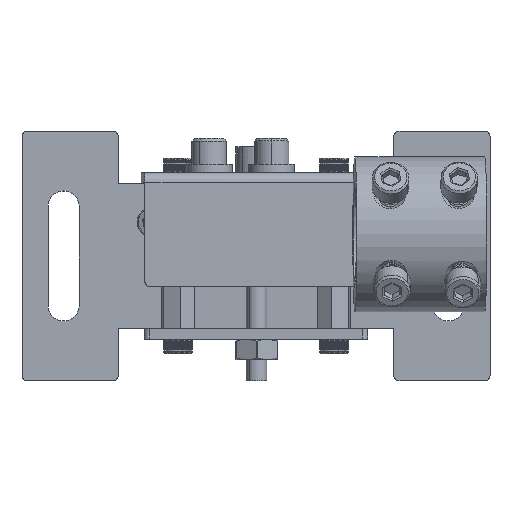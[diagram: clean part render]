
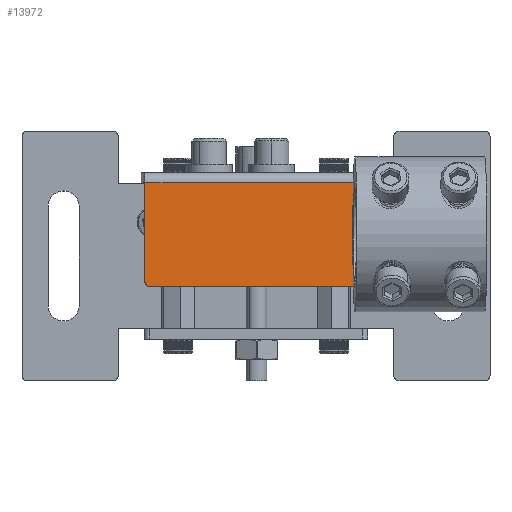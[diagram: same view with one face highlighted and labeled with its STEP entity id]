
A CAD part, top view. The second image highlights one B-rep face of the part: STEP entity #13972.
In plain terms, the highlighted face is planar.
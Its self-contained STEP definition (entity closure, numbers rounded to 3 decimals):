
#5 = ORIENTED_EDGE ( 'NONE', *, *, #31492, .T. ) ;
#912 = CARTESIAN_POINT ( 'NONE',  ( 1., 0., -20. ) ) ;
#1944 = ORIENTED_EDGE ( 'NONE', *, *, #7046, .T. ) ;
#2070 = ORIENTED_EDGE ( 'NONE', *, *, #7917, .T. ) ;
#2076 = EDGE_CURVE ( 'NONE', #2168, #24596, #12490, .T. ) ;
#2168 = VERTEX_POINT ( 'NONE', #912 ) ;
#2320 = VERTEX_POINT ( 'NONE', #31987 ) ;
#2480 = CIRCLE ( 'NONE', #34821, 2.5 ) ;
#2522 = CIRCLE ( 'NONE', #35418, 1. ) ;
#3518 = FACE_BOUND ( 'NONE', #24017, .T. ) ;
#4137 = CIRCLE ( 'NONE', #15109, 2.5 ) ;
#4155 = DIRECTION ( 'NONE',  ( 0., -1., 0. ) ) ;
#4250 = DIRECTION ( 'NONE',  ( 0., 1., 0. ) ) ;
#4758 = CARTESIAN_POINT ( 'NONE',  ( 20., 0., -7.5 ) ) ;
#5144 = VERTEX_POINT ( 'NONE', #21817 ) ;
#5491 = VERTEX_POINT ( 'NONE', #8509 ) ;
#5838 = CARTESIAN_POINT ( 'NONE',  ( 23.954, 0., -20. ) ) ;
#5997 = DIRECTION ( 'NONE',  ( 0., -1., 0. ) ) ;
#6341 = VECTOR ( 'NONE', #34523, 1000. ) ;
#6465 = DIRECTION ( 'NONE',  ( 1., 0., 0. ) ) ;
#6583 = VECTOR ( 'NONE', #13919, 1000. ) ;
#6622 = DIRECTION ( 'NONE',  ( 0., 0., 1. ) ) ;
#6693 = CARTESIAN_POINT ( 'NONE',  ( 64., 0., -1. ) ) ;
#6717 = CIRCLE ( 'NONE', #7303, 1. ) ;
#6962 = PLANE ( 'NONE',  #32498 ) ;
#7046 = EDGE_CURVE ( 'NONE', #24596, #30841, #30515, .T. ) ;
#7303 = AXIS2_PLACEMENT_3D ( 'NONE', #31210, #14404, #33201 ) ;
#7501 = VERTEX_POINT ( 'NONE', #25917 ) ;
#7866 = DIRECTION ( 'NONE',  ( 0., 0., 1. ) ) ;
#7917 = EDGE_CURVE ( 'NONE', #17279, #22562, #2522, .T. ) ;
#8047 = FACE_BOUND ( 'NONE', #18562, .T. ) ;
#8509 = CARTESIAN_POINT ( 'NONE',  ( 20., 0., -12.5 ) ) ;
#8932 = AXIS2_PLACEMENT_3D ( 'NONE', #26279, #12545, #25160 ) ;
#9115 = EDGE_CURVE ( 'NONE', #5491, #18120, #4137, .T. ) ;
#9161 = CARTESIAN_POINT ( 'NONE',  ( 0., 0., 0. ) ) ;
#9420 = CARTESIAN_POINT ( 'NONE',  ( 1., 0., -1. ) ) ;
#9921 = CIRCLE ( 'NONE', #22625, 2.5 ) ;
#10219 = CARTESIAN_POINT ( 'NONE',  ( 20., 0., -10. ) ) ;
#10244 = EDGE_CURVE ( 'NONE', #2320, #5144, #26830, .T. ) ;
#10350 = ORIENTED_EDGE ( 'NONE', *, *, #2076, .T. ) ;
#10362 = CARTESIAN_POINT ( 'NONE',  ( 20., 0., -10. ) ) ;
#10766 = VERTEX_POINT ( 'NONE', #11197 ) ;
#11082 = ORIENTED_EDGE ( 'NONE', *, *, #9115, .T. ) ;
#11197 = CARTESIAN_POINT ( 'NONE',  ( 0., 0., -19. ) ) ;
#11513 = LINE ( 'NONE', #9161, #22516 ) ;
#11918 = DIRECTION ( 'NONE',  ( 0., 0., -1. ) ) ;
#12490 = LINE ( 'NONE', #28379, #6341 ) ;
#12545 = DIRECTION ( 'NONE',  ( 0., 1., 0. ) ) ;
#12691 = CIRCLE ( 'NONE', #16730, 1. ) ;
#13845 = VERTEX_POINT ( 'NONE', #22498 ) ;
#13919 = DIRECTION ( 'NONE',  ( 0., 0., -1. ) ) ;
#13972 = ADVANCED_FACE ( 'NONE', ( #8047, #3518, #20684 ), #6962, .F. ) ;
#14274 = EDGE_CURVE ( 'NONE', #18120, #5491, #2480, .T. ) ;
#14404 = DIRECTION ( 'NONE',  ( 0., -1., 0. ) ) ;
#14775 = EDGE_CURVE ( 'NONE', #13845, #30841, #16456, .T. ) ;
#15109 = AXIS2_PLACEMENT_3D ( 'NONE', #10219, #19069, #7866 ) ;
#16161 = EDGE_LOOP ( 'NONE', ( #17728, #5, #31452, #2070, #24718, #27203, #10350, #1944 ) ) ;
#16456 = LINE ( 'NONE', #25133, #6583 ) ;
#16730 = AXIS2_PLACEMENT_3D ( 'NONE', #6693, #4155, #26378 ) ;
#16788 = CARTESIAN_POINT ( 'NONE',  ( 65., 0., -20. ) ) ;
#17202 = DIRECTION ( 'NONE',  ( 0., 0., 1. ) ) ;
#17279 = VERTEX_POINT ( 'NONE', #26570 ) ;
#17633 = CARTESIAN_POINT ( 'NONE',  ( 0., 0., 0. ) ) ;
#17728 = ORIENTED_EDGE ( 'NONE', *, *, #14775, .F. ) ;
#18120 = VERTEX_POINT ( 'NONE', #4758 ) ;
#18562 = EDGE_LOOP ( 'NONE', ( #20617, #30153 ) ) ;
#19069 = DIRECTION ( 'NONE',  ( 0., 1., 0. ) ) ;
#19271 = EDGE_CURVE ( 'NONE', #10766, #2168, #6717, .T. ) ;
#19675 = DIRECTION ( 'NONE',  ( 1., 0., 0. ) ) ;
#20617 = ORIENTED_EDGE ( 'NONE', *, *, #25728, .T. ) ;
#20684 = FACE_OUTER_BOUND ( 'NONE', #16161, .T. ) ;
#21572 = DIRECTION ( 'NONE',  ( 0., 1., 0. ) ) ;
#21817 = CARTESIAN_POINT ( 'NONE',  ( 5.2, 0., -7.5 ) ) ;
#22498 = CARTESIAN_POINT ( 'NONE',  ( 65., 0., -1. ) ) ;
#22516 = VECTOR ( 'NONE', #6465, 1000. ) ;
#22518 = DIRECTION ( 'NONE',  ( 0., 1., 0. ) ) ;
#22562 = VERTEX_POINT ( 'NONE', #24667 ) ;
#22625 = AXIS2_PLACEMENT_3D ( 'NONE', #31377, #22518, #6622 ) ;
#23319 = EDGE_CURVE ( 'NONE', #17279, #7501, #11513, .T. ) ;
#24017 = EDGE_LOOP ( 'NONE', ( #25963, #11082 ) ) ;
#24101 = DIRECTION ( 'NONE',  ( 0., 0., 1. ) ) ;
#24596 = VERTEX_POINT ( 'NONE', #5838 ) ;
#24667 = CARTESIAN_POINT ( 'NONE',  ( 0., 0., -1. ) ) ;
#24718 = ORIENTED_EDGE ( 'NONE', *, *, #27873, .T. ) ;
#25133 = CARTESIAN_POINT ( 'NONE',  ( 65., 0., 0. ) ) ;
#25160 = DIRECTION ( 'NONE',  ( 0., 0., 1. ) ) ;
#25728 = EDGE_CURVE ( 'NONE', #5144, #2320, #9921, .T. ) ;
#25917 = CARTESIAN_POINT ( 'NONE',  ( 64., 0., 0. ) ) ;
#25963 = ORIENTED_EDGE ( 'NONE', *, *, #14274, .T. ) ;
#26279 = CARTESIAN_POINT ( 'NONE',  ( 5.2, 0., -10. ) ) ;
#26378 = DIRECTION ( 'NONE',  ( 0., 0., 1. ) ) ;
#26458 = CARTESIAN_POINT ( 'NONE',  ( 65., 0., -20. ) ) ;
#26570 = CARTESIAN_POINT ( 'NONE',  ( 1., 0., 0. ) ) ;
#26830 = CIRCLE ( 'NONE', #8932, 2.5 ) ;
#27203 = ORIENTED_EDGE ( 'NONE', *, *, #19271, .T. ) ;
#27873 = EDGE_CURVE ( 'NONE', #22562, #10766, #27995, .T. ) ;
#27995 = LINE ( 'NONE', #30897, #29608 ) ;
#28379 = CARTESIAN_POINT ( 'NONE',  ( 0., 0., -20. ) ) ;
#29023 = VECTOR ( 'NONE', #19675, 1000. ) ;
#29608 = VECTOR ( 'NONE', #11918, 1000. ) ;
#30153 = ORIENTED_EDGE ( 'NONE', *, *, #10244, .T. ) ;
#30515 = LINE ( 'NONE', #16788, #29023 ) ;
#30841 = VERTEX_POINT ( 'NONE', #26458 ) ;
#30897 = CARTESIAN_POINT ( 'NONE',  ( 0., 0., 0. ) ) ;
#31210 = CARTESIAN_POINT ( 'NONE',  ( 1., 0., -19. ) ) ;
#31377 = CARTESIAN_POINT ( 'NONE',  ( 5.2, 0., -10. ) ) ;
#31452 = ORIENTED_EDGE ( 'NONE', *, *, #23319, .F. ) ;
#31492 = EDGE_CURVE ( 'NONE', #13845, #7501, #12691, .T. ) ;
#31987 = CARTESIAN_POINT ( 'NONE',  ( 5.2, 0., -12.5 ) ) ;
#32498 = AXIS2_PLACEMENT_3D ( 'NONE', #17633, #4250, #34068 ) ;
#33201 = DIRECTION ( 'NONE',  ( 0., 0., 1. ) ) ;
#34068 = DIRECTION ( 'NONE',  ( 0., 0., 1. ) ) ;
#34523 = DIRECTION ( 'NONE',  ( 1., 0., 0. ) ) ;
#34821 = AXIS2_PLACEMENT_3D ( 'NONE', #10362, #21572, #24101 ) ;
#35418 = AXIS2_PLACEMENT_3D ( 'NONE', #9420, #5997, #17202 ) ;
